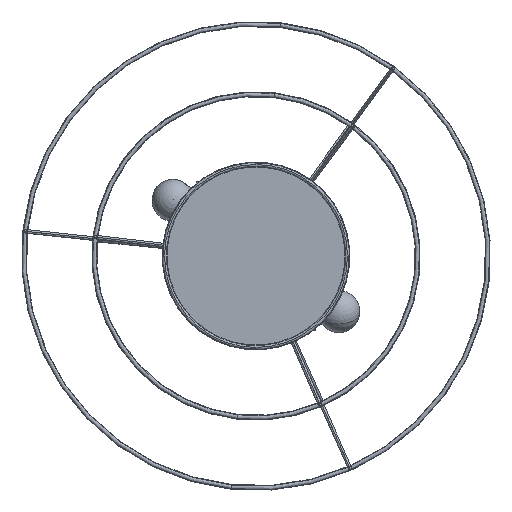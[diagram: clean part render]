
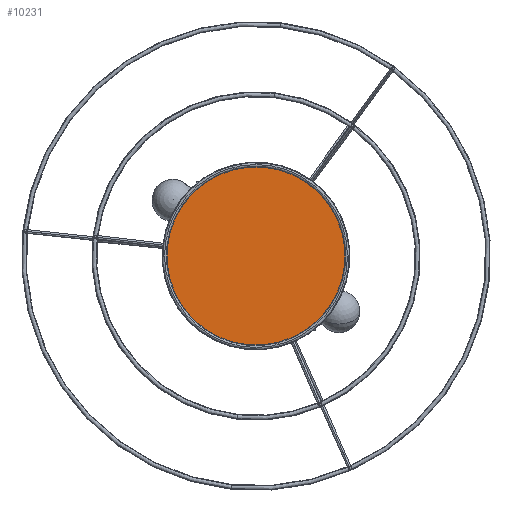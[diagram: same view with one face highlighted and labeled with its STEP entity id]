
A CAD part, front view. The second image highlights one B-rep face of the part: STEP entity #10231.
In plain terms, the highlighted planar face has unit normal (0, -1, 0).
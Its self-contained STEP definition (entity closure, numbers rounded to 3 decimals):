
#21 = CARTESIAN_POINT ( 'NONE',  ( 0., 0., 0. ) ) ;
#654 = CARTESIAN_POINT ( 'NONE',  ( 0., 0., 97.5 ) ) ;
#1040 = EDGE_CURVE ( 'NONE', #14497, #7621, #3910, .T. ) ;
#1273 = AXIS2_PLACEMENT_3D ( 'NONE', #2706, #9910, #12931 ) ;
#1308 = EDGE_CURVE ( 'NONE', #7621, #14497, #8035, .T. ) ;
#1573 = DIRECTION ( 'NONE',  ( 0., 0., 1. ) ) ;
#2706 = CARTESIAN_POINT ( 'NONE',  ( 0., 0., 0. ) ) ;
#3152 = CARTESIAN_POINT ( 'NONE',  ( 0., 0., 0. ) ) ;
#3331 = DIRECTION ( 'NONE',  ( 0., 0., 1. ) ) ;
#3910 = CIRCLE ( 'NONE', #4561, 97.5 ) ;
#4100 = PLANE ( 'NONE',  #1273 ) ;
#4191 = EDGE_LOOP ( 'NONE', ( #14300, #11849 ) ) ;
#4561 = AXIS2_PLACEMENT_3D ( 'NONE', #3152, #13585, #3331 ) ;
#7621 = VERTEX_POINT ( 'NONE', #14377 ) ;
#8035 = CIRCLE ( 'NONE', #10614, 97.5 ) ;
#9910 = DIRECTION ( 'NONE',  ( 0., 1., 0. ) ) ;
#10231 = ADVANCED_FACE ( 'NONE', ( #16256 ), #4100, .F. ) ;
#10614 = AXIS2_PLACEMENT_3D ( 'NONE', #21, #13218, #1573 ) ;
#11849 = ORIENTED_EDGE ( 'NONE', *, *, #1040, .F. ) ;
#12931 = DIRECTION ( 'NONE',  ( 0., 0., 1. ) ) ;
#13218 = DIRECTION ( 'NONE',  ( 0., 1., 0. ) ) ;
#13585 = DIRECTION ( 'NONE',  ( 0., 1., 0. ) ) ;
#14300 = ORIENTED_EDGE ( 'NONE', *, *, #1308, .F. ) ;
#14377 = CARTESIAN_POINT ( 'NONE',  ( 0., 0., -97.5 ) ) ;
#14497 = VERTEX_POINT ( 'NONE', #654 ) ;
#16256 = FACE_OUTER_BOUND ( 'NONE', #4191, .T. ) ;
